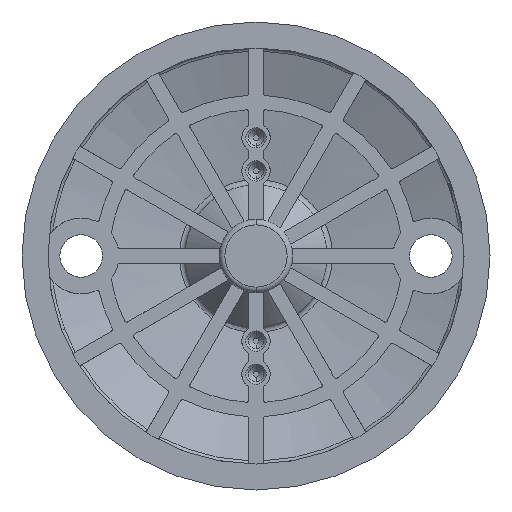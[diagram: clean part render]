
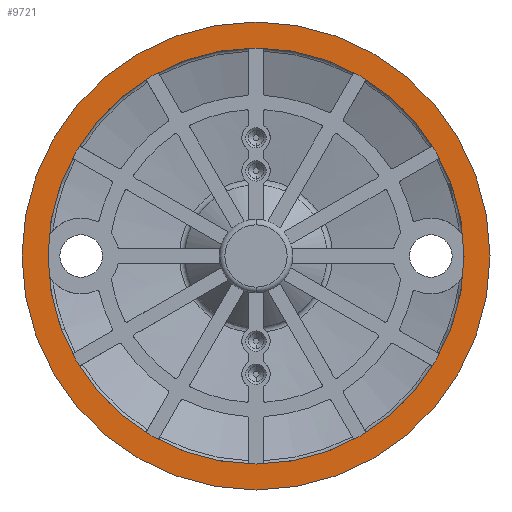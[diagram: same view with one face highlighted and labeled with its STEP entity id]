
A CAD part, front view. The second image highlights one B-rep face of the part: STEP entity #9721.
In plain terms, the highlighted planar face has unit normal (0, -1, 0).
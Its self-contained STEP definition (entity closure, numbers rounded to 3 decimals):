
#253 = CIRCLE ( 'NONE', #7710, 44. ) ;
#811 = EDGE_LOOP ( 'NONE', ( #7356, #7417 ) ) ;
#1211 = DIRECTION ( 'NONE',  ( 0., 0., 1. ) ) ;
#1229 = FACE_BOUND ( 'NONE', #1384, .T. ) ;
#1263 = CARTESIAN_POINT ( 'NONE',  ( 0., 0., -44. ) ) ;
#1269 = FACE_OUTER_BOUND ( 'NONE', #811, .T. ) ;
#1274 = DIRECTION ( 'NONE',  ( 0., 1., 0. ) ) ;
#1384 = EDGE_LOOP ( 'NONE', ( #7279, #7401 ) ) ;
#1422 = DIRECTION ( 'NONE',  ( 0., 1., 0. ) ) ;
#1647 = DIRECTION ( 'NONE',  ( 0., 0., 1. ) ) ;
#1695 = CARTESIAN_POINT ( 'NONE',  ( 0., 0., 0. ) ) ;
#2550 = CARTESIAN_POINT ( 'NONE',  ( 0., 0., 0. ) ) ;
#2813 = EDGE_CURVE ( 'NONE', #3551, #3545, #10430, .T. ) ;
#2831 = EDGE_CURVE ( 'NONE', #4290, #4513, #10328, .T. ) ;
#2866 = CARTESIAN_POINT ( 'NONE',  ( 0., 0., 44. ) ) ;
#3000 = AXIS2_PLACEMENT_3D ( 'NONE', #9496, #9486, #9484 ) ;
#3545 = VERTEX_POINT ( 'NONE', #7227 ) ;
#3551 = VERTEX_POINT ( 'NONE', #7246 ) ;
#4290 = VERTEX_POINT ( 'NONE', #2866 ) ;
#4513 = VERTEX_POINT ( 'NONE', #1263 ) ;
#4718 = AXIS2_PLACEMENT_3D ( 'NONE', #2550, #1274, #1211 ) ;
#4732 = AXIS2_PLACEMENT_3D ( 'NONE', #1695, #1422, #1647 ) ;
#5215 = EDGE_CURVE ( 'NONE', #3545, #3551, #7552, .T. ) ;
#5331 = DIRECTION ( 'NONE',  ( 0., 0., -1. ) ) ;
#5339 = DIRECTION ( 'NONE',  ( 0., -1., 0. ) ) ;
#5363 = CARTESIAN_POINT ( 'NONE',  ( -44., 0., 0. ) ) ;
#5696 = PLANE ( 'NONE',  #8884 ) ;
#6370 = DIRECTION ( 'NONE',  ( 0., 0., 1. ) ) ;
#6392 = DIRECTION ( 'NONE',  ( 0., 1., 0. ) ) ;
#6401 = CARTESIAN_POINT ( 'NONE',  ( 0., 0., 0. ) ) ;
#7227 = CARTESIAN_POINT ( 'NONE',  ( 0., 0., 49.5 ) ) ;
#7246 = CARTESIAN_POINT ( 'NONE',  ( 0., 0., -49.5 ) ) ;
#7279 = ORIENTED_EDGE ( 'NONE', *, *, #2831, .T. ) ;
#7356 = ORIENTED_EDGE ( 'NONE', *, *, #2813, .F. ) ;
#7401 = ORIENTED_EDGE ( 'NONE', *, *, #10405, .T. ) ;
#7417 = ORIENTED_EDGE ( 'NONE', *, *, #5215, .F. ) ;
#7552 = CIRCLE ( 'NONE', #3000, 49.5 ) ;
#7710 = AXIS2_PLACEMENT_3D ( 'NONE', #6401, #6392, #6370 ) ;
#8884 = AXIS2_PLACEMENT_3D ( 'NONE', #5363, #5339, #5331 ) ;
#9484 = DIRECTION ( 'NONE',  ( 0., 0., 1. ) ) ;
#9486 = DIRECTION ( 'NONE',  ( 0., 1., 0. ) ) ;
#9496 = CARTESIAN_POINT ( 'NONE',  ( 0., 0., 0. ) ) ;
#9721 = ADVANCED_FACE ( 'NONE', ( #1229, #1269 ), #5696, .T. ) ;
#10328 = CIRCLE ( 'NONE', #4718, 44. ) ;
#10405 = EDGE_CURVE ( 'NONE', #4513, #4290, #253, .T. ) ;
#10430 = CIRCLE ( 'NONE', #4732, 49.5 ) ;
